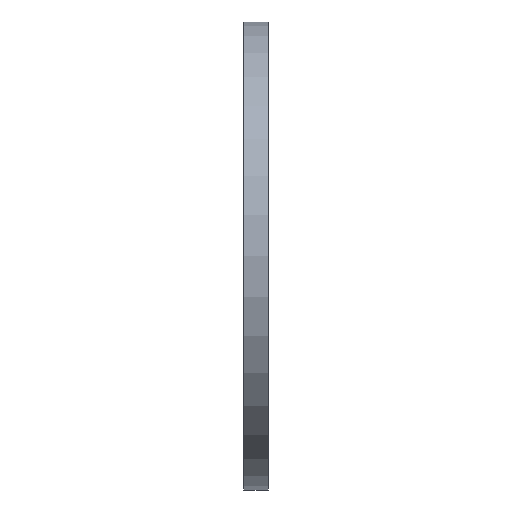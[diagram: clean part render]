
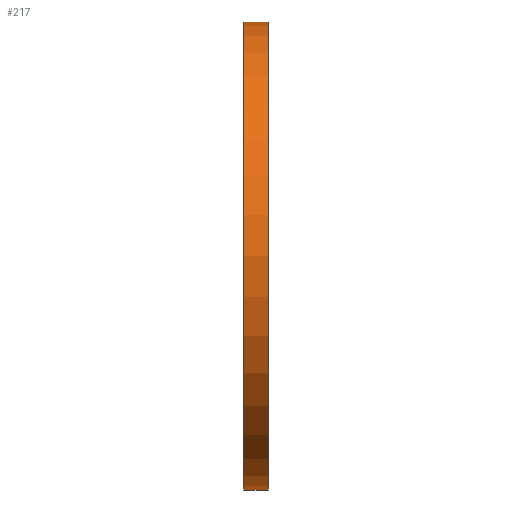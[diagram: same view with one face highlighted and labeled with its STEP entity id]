
A CAD part, left-side view. The second image highlights one B-rep face of the part: STEP entity #217.
In plain terms, the highlighted cylindrical face has radius 270 mm (diameter 540 mm), a partial arc.
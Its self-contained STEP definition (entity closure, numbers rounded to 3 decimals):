
#14 = CARTESIAN_POINT ( 'NONE',  ( 0., 0., -270. ) ) ;
#131 = CIRCLE ( 'NONE', #398, 270. ) ;
#136 = VERTEX_POINT ( 'NONE', #1005 ) ;
#141 = ORIENTED_EDGE ( 'NONE', *, *, #757, .F. ) ;
#169 = EDGE_CURVE ( 'NONE', #265, #136, #233, .T. ) ;
#217 = ADVANCED_FACE ( 'NONE', ( #219 ), #681, .T. ) ;
#219 = FACE_OUTER_BOUND ( 'NONE', #1224, .T. ) ;
#227 = DIRECTION ( 'NONE',  ( 0., 1., 0. ) ) ;
#232 = CARTESIAN_POINT ( 'NONE',  ( 0., 34.695, 0. ) ) ;
#233 = CIRCLE ( 'NONE', #1307, 270. ) ;
#265 = VERTEX_POINT ( 'NONE', #14 ) ;
#398 = AXIS2_PLACEMENT_3D ( 'NONE', #1472, #560, #806 ) ;
#446 = DIRECTION ( 'NONE',  ( 0., 1., 0. ) ) ;
#448 = LINE ( 'NONE', #912, #612 ) ;
#537 = CARTESIAN_POINT ( 'NONE',  ( 0., 0., 0. ) ) ;
#560 = DIRECTION ( 'NONE',  ( 0., 1., 0. ) ) ;
#574 = CARTESIAN_POINT ( 'NONE',  ( 0., 28., -270. ) ) ;
#590 = VERTEX_POINT ( 'NONE', #1340 ) ;
#600 = ORIENTED_EDGE ( 'NONE', *, *, #1358, .T. ) ;
#612 = VECTOR ( 'NONE', #789, 1000. ) ;
#679 = LINE ( 'NONE', #933, #1443 ) ;
#681 = CYLINDRICAL_SURFACE ( 'NONE', #1073, 270. ) ;
#689 = DIRECTION ( 'NONE',  ( 0., 0., 1. ) ) ;
#757 = EDGE_CURVE ( 'NONE', #265, #1424, #679, .T. ) ;
#766 = DIRECTION ( 'NONE',  ( 0., 1., 0. ) ) ;
#788 = DIRECTION ( 'NONE',  ( 0., 0., 1. ) ) ;
#789 = DIRECTION ( 'NONE',  ( 0., 1., 0. ) ) ;
#806 = DIRECTION ( 'NONE',  ( 0., 0., 1. ) ) ;
#912 = CARTESIAN_POINT ( 'NONE',  ( 0., 34.695, 270. ) ) ;
#933 = CARTESIAN_POINT ( 'NONE',  ( 0., 34.695, -270. ) ) ;
#1005 = CARTESIAN_POINT ( 'NONE',  ( 0., 0., 270. ) ) ;
#1073 = AXIS2_PLACEMENT_3D ( 'NONE', #232, #227, #689 ) ;
#1166 = ORIENTED_EDGE ( 'NONE', *, *, #1278, .F. ) ;
#1224 = EDGE_LOOP ( 'NONE', ( #141, #1316, #600, #1166 ) ) ;
#1278 = EDGE_CURVE ( 'NONE', #1424, #590, #131, .T. ) ;
#1307 = AXIS2_PLACEMENT_3D ( 'NONE', #537, #766, #788 ) ;
#1316 = ORIENTED_EDGE ( 'NONE', *, *, #169, .T. ) ;
#1340 = CARTESIAN_POINT ( 'NONE',  ( 0., 28., 270. ) ) ;
#1358 = EDGE_CURVE ( 'NONE', #136, #590, #448, .T. ) ;
#1424 = VERTEX_POINT ( 'NONE', #574 ) ;
#1443 = VECTOR ( 'NONE', #446, 1000. ) ;
#1472 = CARTESIAN_POINT ( 'NONE',  ( 0., 28., 0. ) ) ;
